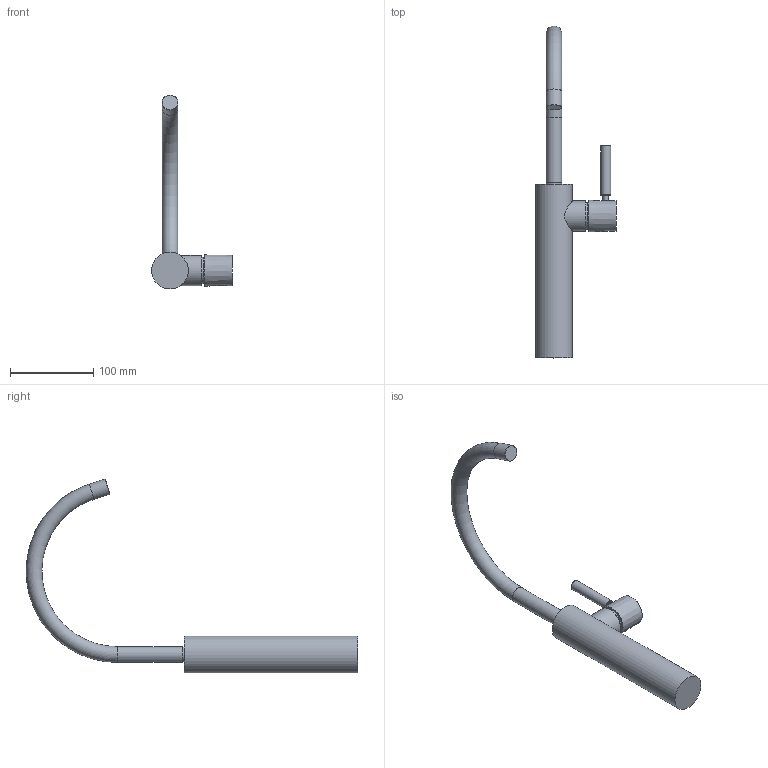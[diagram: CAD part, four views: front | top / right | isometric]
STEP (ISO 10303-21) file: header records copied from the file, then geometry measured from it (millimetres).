
FILE_DESCRIPTION (( 'STEP AP203' ), '1' );
FILE_NAME ('33534661-00.STEP', '2019-07-16T07:37:38', ( '' ), ( '' ), 'SwSTEP 2.0', 'SolidWorks 2017', '' );
FILE_SCHEMA (( 'CONFIG_CONTROL_DESIGN' ));
Length unit declared in the file: millimetre
Products named in the file (7): Planungsmodell_Rohr_gerade-+-28.568.780-10_ _K342_44,1x208; Planungsmodell_Haube-+-09.28.30.021-01; Planungsmodell_Griff Hebel-+-09.20.66.001-01; Planungsmodell_Auslauf-+-09.28.22.311.90-01_K2_D19x201; 33534661-00; Planungsmodell_Hebel Unterteil-+-09.20.66.003-01; Planungsmodell_Gehaeuse-+-09.19.80.014-01
Assembly tree (6 placements, depth 2):
  33534661-00
    Planungsmodell_Rohr_gerade-+-28.568.780-10_ _K342_44,1x208
    Planungsmodell_Auslauf-+-09.28.22.311.90-01_K2_D19x201
    Planungsmodell_Gehaeuse-+-09.19.80.014-01
    Planungsmodell_Haube-+-09.28.30.021-01
    Planungsmodell_Hebel Unterteil-+-09.20.66.003-01
    Planungsmodell_Griff Hebel-+-09.20.66.001-01
Bounding box: 96.86 x 397.45 x 232.31 mm (x, y, z)
Volume: 495869.1 mm3; surface area: 70815 mm2
Topology: 6 solids, 6 shells, 38 faces, 57 edges, 35 vertices
Faces by surface type: plane 14, cylinder 11, torus 10, sphere 2, cone 1
Full cylindrical faces by diameter (mm): 6 x1, 7 x1, 7.7 x1, 12 x1, 18.1 x1, 19 x2, 31.5 x1, 36.1 x1, 44.1 x1
Entity records: 1631 total; most frequent: CARTESIAN_POINT 301, DIRECTION 154, AXIS2_PLACEMENT_3D 77, ORIENTED_EDGE 66, EDGE_LOOP 63, PERSON_AND_ORGANIZATION 62, FACE_OUTER_BOUND 58, COORDINATED_UNIVERSAL_TIME_OFFSET 47
